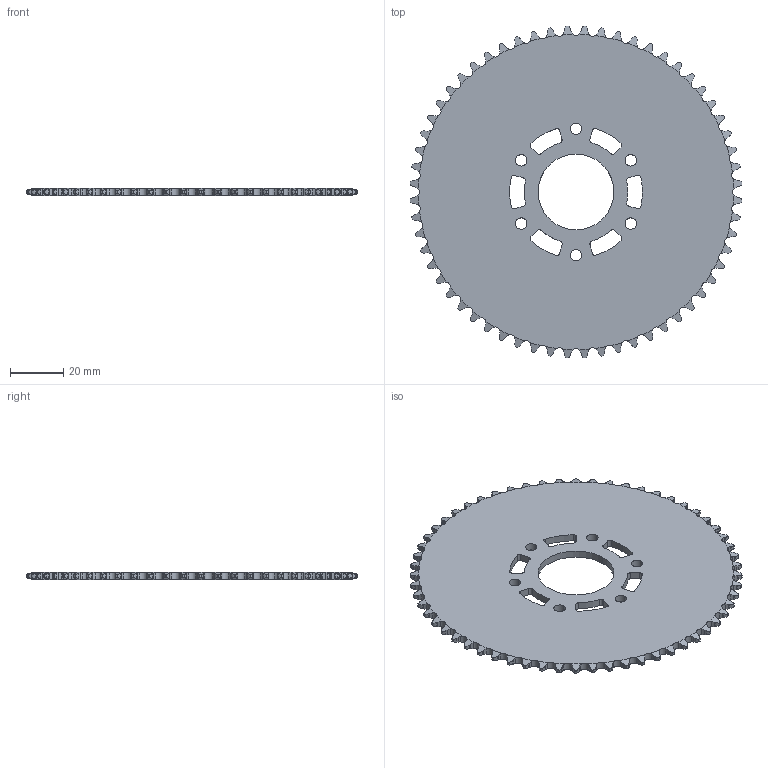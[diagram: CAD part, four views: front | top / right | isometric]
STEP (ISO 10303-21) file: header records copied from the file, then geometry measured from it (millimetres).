
FILE_DESCRIPTION (( 'STEP AP203' ), '1' );
FILE_NAME ('217-2631.20121204.STEP', '2012-12-04T23:43:13', ( 'svradm' ), ( 'Microsoft' ), 'SwSTEP 2.0', 'SolidWorks 2012', '' );
FILE_SCHEMA (( 'CONFIG_CONTROL_DESIGN' ));
Length unit declared in the file: inch
Products named in the file (1): 217-2631.20121204
Bounding box: 124.83 x 124.83 x 2.79 mm (x, y, z)
Volume: 28664.8 mm3; surface area: 23106.2 mm2
Topology: 1 solids, 1 shells, 705 faces, 2109 edges, 1406 vertices
Faces by surface type: cylinder 451, plane 134, cone 120
Entity records: 25356 total; most frequent: CARTESIAN_POINT 7721, ORIENTED_EDGE 4218, DIRECTION 3023, EDGE_CURVE 2109, VERTEX_POINT 1406, AXIS2_PLACEMENT_3D 1208, B_SPLINE_CURVE_WITH_KNOTS 1000, EDGE_LOOP 731
